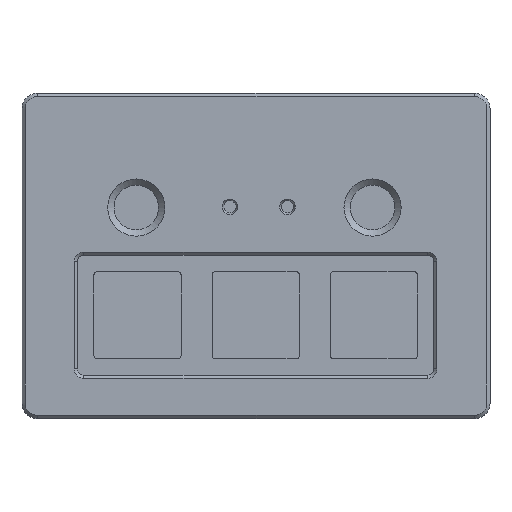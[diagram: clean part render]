
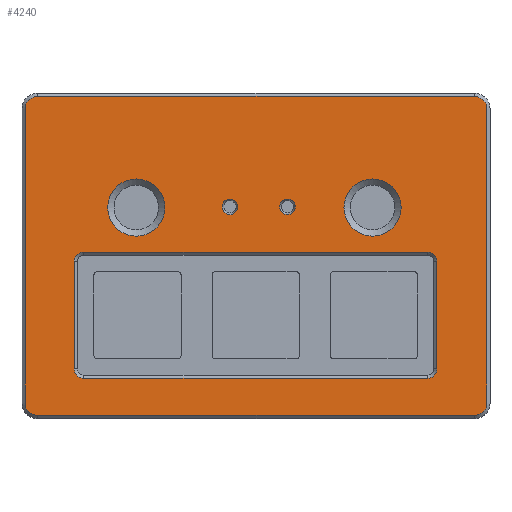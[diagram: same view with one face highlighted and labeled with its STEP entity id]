
A CAD part, top view. The second image highlights one B-rep face of the part: STEP entity #4240.
In plain terms, the highlighted planar face has unit normal (0, 0, 1).
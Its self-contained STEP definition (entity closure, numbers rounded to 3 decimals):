
#71=FACE_BOUND('',#524,.T.);
#72=FACE_BOUND('',#525,.T.);
#73=FACE_BOUND('',#526,.T.);
#74=FACE_BOUND('',#527,.T.);
#75=FACE_BOUND('',#528,.T.);
#124=PLANE('',#4568);
#271=FACE_OUTER_BOUND('',#523,.T.);
#523=EDGE_LOOP('',(#3107,#3108,#3109,#3110,#3111,#3112,#3113,#3114));
#524=EDGE_LOOP('',(#3115));
#525=EDGE_LOOP('',(#3116));
#526=EDGE_LOOP('',(#3117));
#527=EDGE_LOOP('',(#3118,#3119,#3120,#3121,#3122,#3123,#3124,#3125));
#528=EDGE_LOOP('',(#3126));
#853=LINE('',#6547,#1279);
#854=LINE('',#6549,#1280);
#858=LINE('',#6559,#1284);
#861=LINE('',#6568,#1287);
#865=LINE('',#6583,#1291);
#866=LINE('',#6587,#1292);
#867=LINE('',#6591,#1293);
#868=LINE('',#6595,#1294);
#1279=VECTOR('',#5199,10.);
#1280=VECTOR('',#5202,10.);
#1284=VECTOR('',#5212,10.);
#1287=VECTOR('',#5223,10.);
#1291=VECTOR('',#5239,10.);
#1292=VECTOR('',#5242,10.);
#1293=VECTOR('',#5245,10.);
#1294=VECTOR('',#5248,10.);
#1655=CIRCLE('',#4553,2.);
#1657=CIRCLE('',#4556,2.);
#1658=CIRCLE('',#4560,2.);
#1660=CIRCLE('',#4564,2.);
#1661=CIRCLE('',#4569,4.6);
#1662=CIRCLE('',#4570,1.25);
#1663=CIRCLE('',#4571,1.25);
#1664=CIRCLE('',#4572,1.5);
#1665=CIRCLE('',#4573,1.5);
#1666=CIRCLE('',#4574,1.5);
#1667=CIRCLE('',#4575,1.5);
#1668=CIRCLE('',#4576,4.6);
#1916=VERTEX_POINT('',#6528);
#1919=VERTEX_POINT('',#6533);
#1920=VERTEX_POINT('',#6537);
#1922=VERTEX_POINT('',#6541);
#1923=VERTEX_POINT('',#6545);
#1924=VERTEX_POINT('',#6552);
#1926=VERTEX_POINT('',#6557);
#1928=VERTEX_POINT('',#6564);
#1929=VERTEX_POINT('',#6575);
#1930=VERTEX_POINT('',#6577);
#1931=VERTEX_POINT('',#6579);
#1932=VERTEX_POINT('',#6581);
#1933=VERTEX_POINT('',#6582);
#1934=VERTEX_POINT('',#6584);
#1935=VERTEX_POINT('',#6586);
#1936=VERTEX_POINT('',#6588);
#1937=VERTEX_POINT('',#6590);
#1938=VERTEX_POINT('',#6592);
#1939=VERTEX_POINT('',#6594);
#1940=VERTEX_POINT('',#6597);
#2361=EDGE_CURVE('',#1919,#1916,#1655,.T.);
#2365=EDGE_CURVE('',#1922,#1920,#1657,.T.);
#2367=EDGE_CURVE('',#1923,#1922,#853,.T.);
#2368=EDGE_CURVE('',#1920,#1919,#854,.T.);
#2371=EDGE_CURVE('',#1924,#1923,#1658,.T.);
#2373=EDGE_CURVE('',#1926,#1924,#858,.T.);
#2377=EDGE_CURVE('',#1928,#1926,#1660,.T.);
#2378=EDGE_CURVE('',#1916,#1928,#861,.T.);
#2382=EDGE_CURVE('',#1929,#1929,#1661,.T.);
#2383=EDGE_CURVE('',#1930,#1930,#1662,.T.);
#2384=EDGE_CURVE('',#1931,#1931,#1663,.T.);
#2385=EDGE_CURVE('',#1932,#1933,#865,.T.);
#2386=EDGE_CURVE('',#1934,#1932,#1664,.T.);
#2387=EDGE_CURVE('',#1935,#1934,#866,.T.);
#2388=EDGE_CURVE('',#1936,#1935,#1665,.T.);
#2389=EDGE_CURVE('',#1937,#1936,#867,.T.);
#2390=EDGE_CURVE('',#1938,#1937,#1666,.T.);
#2391=EDGE_CURVE('',#1939,#1938,#868,.T.);
#2392=EDGE_CURVE('',#1933,#1939,#1667,.T.);
#2393=EDGE_CURVE('',#1940,#1940,#1668,.T.);
#3107=ORIENTED_EDGE('',*,*,#2365,.F.);
#3108=ORIENTED_EDGE('',*,*,#2367,.F.);
#3109=ORIENTED_EDGE('',*,*,#2371,.F.);
#3110=ORIENTED_EDGE('',*,*,#2373,.F.);
#3111=ORIENTED_EDGE('',*,*,#2377,.F.);
#3112=ORIENTED_EDGE('',*,*,#2378,.F.);
#3113=ORIENTED_EDGE('',*,*,#2361,.F.);
#3114=ORIENTED_EDGE('',*,*,#2368,.F.);
#3115=ORIENTED_EDGE('',*,*,#2382,.F.);
#3116=ORIENTED_EDGE('',*,*,#2383,.F.);
#3117=ORIENTED_EDGE('',*,*,#2384,.F.);
#3118=ORIENTED_EDGE('',*,*,#2385,.F.);
#3119=ORIENTED_EDGE('',*,*,#2386,.F.);
#3120=ORIENTED_EDGE('',*,*,#2387,.F.);
#3121=ORIENTED_EDGE('',*,*,#2388,.F.);
#3122=ORIENTED_EDGE('',*,*,#2389,.F.);
#3123=ORIENTED_EDGE('',*,*,#2390,.F.);
#3124=ORIENTED_EDGE('',*,*,#2391,.F.);
#3125=ORIENTED_EDGE('',*,*,#2392,.F.);
#3126=ORIENTED_EDGE('',*,*,#2393,.F.);
#4240=ADVANCED_FACE('',(#271,#71,#72,#73,#74,#75),#124,.T.);
#4553=AXIS2_PLACEMENT_3D('',#6535,#5186,#5187);
#4556=AXIS2_PLACEMENT_3D('',#6543,#5194,#5195);
#4560=AXIS2_PLACEMENT_3D('',#6554,#5207,#5208);
#4564=AXIS2_PLACEMENT_3D('',#6566,#5219,#5220);
#4568=AXIS2_PLACEMENT_3D('',#6574,#5231,#5232);
#4569=AXIS2_PLACEMENT_3D('',#6576,#5233,#5234);
#4570=AXIS2_PLACEMENT_3D('',#6578,#5235,#5236);
#4571=AXIS2_PLACEMENT_3D('',#6580,#5237,#5238);
#4572=AXIS2_PLACEMENT_3D('',#6585,#5240,#5241);
#4573=AXIS2_PLACEMENT_3D('',#6589,#5243,#5244);
#4574=AXIS2_PLACEMENT_3D('',#6593,#5246,#5247);
#4575=AXIS2_PLACEMENT_3D('',#6596,#5249,#5250);
#4576=AXIS2_PLACEMENT_3D('',#6598,#5251,#5252);
#5186=DIRECTION('center_axis',(0.,0.,-1.));
#5187=DIRECTION('ref_axis',(0.707,-0.707,0.));
#5194=DIRECTION('center_axis',(0.,0.,-1.));
#5195=DIRECTION('ref_axis',(0.707,0.707,0.));
#5199=DIRECTION('',(1.,0.,0.));
#5202=DIRECTION('',(0.,-1.,0.));
#5207=DIRECTION('center_axis',(0.,0.,-1.));
#5208=DIRECTION('ref_axis',(-0.707,0.707,0.));
#5212=DIRECTION('',(0.,1.,0.));
#5219=DIRECTION('center_axis',(0.,0.,-1.));
#5220=DIRECTION('ref_axis',(-0.707,-0.707,0.));
#5223=DIRECTION('',(-1.,0.,0.));
#5231=DIRECTION('center_axis',(0.,0.,1.));
#5232=DIRECTION('ref_axis',(-1.,0.,0.));
#5233=DIRECTION('center_axis',(0.,0.,1.));
#5234=DIRECTION('ref_axis',(-1.,0.,0.));
#5235=DIRECTION('center_axis',(0.,0.,1.));
#5236=DIRECTION('ref_axis',(-1.,0.,0.));
#5237=DIRECTION('center_axis',(0.,0.,1.));
#5238=DIRECTION('ref_axis',(-1.,0.,0.));
#5239=DIRECTION('',(-1.,0.,0.));
#5240=DIRECTION('center_axis',(0.,0.,1.));
#5241=DIRECTION('ref_axis',(0.707,0.707,0.));
#5242=DIRECTION('',(0.,1.,0.));
#5243=DIRECTION('center_axis',(0.,0.,1.));
#5244=DIRECTION('ref_axis',(0.707,-0.707,0.));
#5245=DIRECTION('',(1.,0.,0.));
#5246=DIRECTION('center_axis',(0.,0.,1.));
#5247=DIRECTION('ref_axis',(-0.707,-0.707,0.));
#5248=DIRECTION('',(0.,-1.,0.));
#5249=DIRECTION('center_axis',(0.,0.,1.));
#5250=DIRECTION('ref_axis',(-0.707,0.707,0.));
#5251=DIRECTION('center_axis',(0.,0.,1.));
#5252=DIRECTION('ref_axis',(-1.,0.,0.));
#6528=CARTESIAN_POINT('',(39.387,-30.291,7.2));
#6533=CARTESIAN_POINT('',(41.387,-28.291,7.2));
#6535=CARTESIAN_POINT('Origin',(39.387,-28.291,7.2));
#6537=CARTESIAN_POINT('',(41.387,19.024,7.2));
#6541=CARTESIAN_POINT('',(39.387,21.024,7.2));
#6543=CARTESIAN_POINT('Origin',(39.387,19.024,7.2));
#6545=CARTESIAN_POINT('',(-30.883,21.024,7.2));
#6547=CARTESIAN_POINT('',(-2.893,21.024,7.2));
#6549=CARTESIAN_POINT('',(41.387,10.034,7.2));
#6552=CARTESIAN_POINT('',(-32.883,19.024,7.2));
#6554=CARTESIAN_POINT('Origin',(-30.883,19.024,7.2));
#6557=CARTESIAN_POINT('',(-32.883,-28.291,7.2));
#6559=CARTESIAN_POINT('',(-32.883,-11.524,7.2));
#6564=CARTESIAN_POINT('',(-30.883,-30.291,7.2));
#6566=CARTESIAN_POINT('Origin',(-30.883,-28.291,7.2));
#6568=CARTESIAN_POINT('',(30.142,-30.291,7.2));
#6574=CARTESIAN_POINT('Origin',(22.997,3.143,7.2));
#6575=CARTESIAN_POINT('',(27.597,3.143,7.2));
#6576=CARTESIAN_POINT('Origin',(22.997,3.143,7.2));
#6577=CARTESIAN_POINT('',(1.307,3.269,7.2));
#6578=CARTESIAN_POINT('Origin',(0.057,3.269,7.2));
#6579=CARTESIAN_POINT('',(10.571,3.269,7.2));
#6580=CARTESIAN_POINT('Origin',(9.321,3.269,7.2));
#6581=CARTESIAN_POINT('',(31.858,-4.012,7.2));
#6582=CARTESIAN_POINT('',(-23.453,-4.012,7.2));
#6583=CARTESIAN_POINT('',(-10.1,-4.012,7.2));
#6584=CARTESIAN_POINT('',(33.358,-5.512,7.2));
#6585=CARTESIAN_POINT('Origin',(31.858,-5.512,7.2));
#6586=CARTESIAN_POINT('',(33.358,-22.812,7.2));
#6587=CARTESIAN_POINT('',(33.358,3.629,7.2));
#6588=CARTESIAN_POINT('',(31.858,-24.312,7.2));
#6589=CARTESIAN_POINT('Origin',(31.858,-22.812,7.2));
#6590=CARTESIAN_POINT('',(-23.453,-24.312,7.2));
#6591=CARTESIAN_POINT('',(18.555,-24.312,7.2));
#6592=CARTESIAN_POINT('',(-24.953,-22.812,7.2));
#6593=CARTESIAN_POINT('Origin',(-23.453,-22.812,7.2));
#6594=CARTESIAN_POINT('',(-24.953,-5.512,7.2));
#6595=CARTESIAN_POINT('',(-24.953,-14.223,7.2));
#6596=CARTESIAN_POINT('Origin',(-23.453,-5.512,7.2));
#6597=CARTESIAN_POINT('',(-10.403,3.143,7.2));
#6598=CARTESIAN_POINT('Origin',(-15.003,3.143,7.2));
